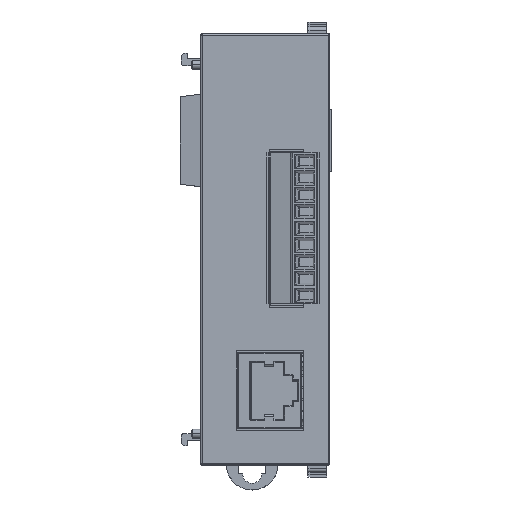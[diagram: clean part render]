
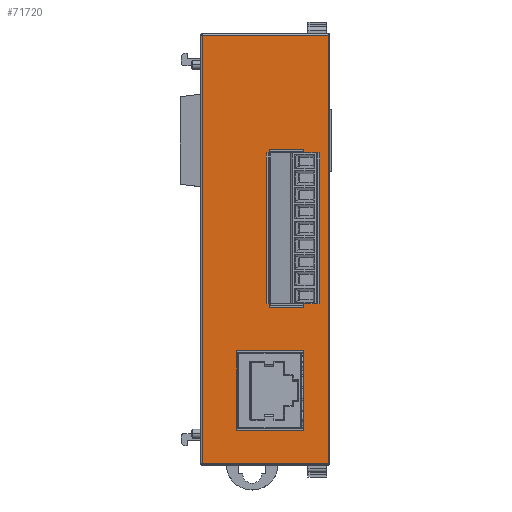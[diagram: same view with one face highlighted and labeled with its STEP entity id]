
A CAD part, top view. The second image highlights one B-rep face of the part: STEP entity #71720.
In plain terms, the highlighted planar face has unit normal (0, 0, 1).
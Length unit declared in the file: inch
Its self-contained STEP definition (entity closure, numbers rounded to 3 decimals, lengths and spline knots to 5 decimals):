
#2540 = VERTEX_POINT ( 'NONE', #30880 ) ;
#2978 = CARTESIAN_POINT ( 'NONE',  ( 0.4253, 0.91177, 2.3622 ) ) ;
#3247 = VECTOR ( 'NONE', #66711, 39.37008 ) ;
#3406 = DIRECTION ( 'NONE',  ( 1., 0., 0. ) ) ;
#3881 = VECTOR ( 'NONE', #25968, 39.37008 ) ;
#4906 = VECTOR ( 'NONE', #18582, 39.37008 ) ;
#5945 = CARTESIAN_POINT ( 'NONE',  ( 0.4253, -0.38351, 2.3622 ) ) ;
#6234 = VECTOR ( 'NONE', #24066, 39.37008 ) ;
#7482 = EDGE_CURVE ( 'NONE', #57134, #15872, #75842, .T. ) ;
#7801 = DIRECTION ( 'NONE',  ( 0., 1., 0. ) ) ;
#8157 = EDGE_CURVE ( 'NONE', #32241, #14327, #45201, .T. ) ;
#8338 = ORIENTED_EDGE ( 'NONE', *, *, #58231, .T. ) ;
#8679 = EDGE_CURVE ( 'NONE', #15872, #32104, #46426, .T. ) ;
#9820 = CARTESIAN_POINT ( 'NONE',  ( 0.28751, 0.91177, 2.3622 ) ) ;
#12475 = VERTEX_POINT ( 'NONE', #26089 ) ;
#12952 = CARTESIAN_POINT ( 'NONE',  ( 0.4253, -0.74177, 2.3622 ) ) ;
#13196 = LINE ( 'NONE', #47105, #3881 ) ;
#13820 = CARTESIAN_POINT ( 'NONE',  ( 0.49223, 1.85271, 2.3622 ) ) ;
#14075 = FACE_BOUND ( 'NONE', #63282, .T. ) ;
#14327 = VERTEX_POINT ( 'NONE', #21795 ) ;
#14471 = EDGE_LOOP ( 'NONE', ( #55126, #8338, #61756, #27559, #51772 ) ) ;
#14671 = VECTOR ( 'NONE', #76260, 39.37008 ) ;
#15872 = VERTEX_POINT ( 'NONE', #34056 ) ;
#16127 = ORIENTED_EDGE ( 'NONE', *, *, #79583, .T. ) ;
#18582 = DIRECTION ( 'NONE',  ( 1., 0., 0. ) ) ;
#18629 = VECTOR ( 'NONE', #32797, 39.37008 ) ;
#20891 = VERTEX_POINT ( 'NONE', #40752 ) ;
#21457 = LINE ( 'NONE', #43006, #83321 ) ;
#21795 = CARTESIAN_POINT ( 'NONE',  ( 0.28751, -0.38351, 2.3622 ) ) ;
#21861 = DIRECTION ( 'NONE',  ( 0., 1., 0. ) ) ;
#23767 = LINE ( 'NONE', #70508, #48447 ) ;
#24066 = DIRECTION ( 'NONE',  ( 0., -1., 0. ) ) ;
#25847 = VECTOR ( 'NONE', #47485, 39.37008 ) ;
#25968 = DIRECTION ( 'NONE',  ( -1., 0., 0. ) ) ;
#26003 = CARTESIAN_POINT ( 'NONE',  ( 0.49146, -1.66315, 2.3622 ) ) ;
#26089 = CARTESIAN_POINT ( 'NONE',  ( 0.48436, -1.66697, 2.3622 ) ) ;
#26640 = VERTEX_POINT ( 'NONE', #53367 ) ;
#26882 = CARTESIAN_POINT ( 'NONE',  ( 0.48436, -1.66697, 2.3622 ) ) ;
#27559 = ORIENTED_EDGE ( 'NONE', *, *, #45598, .F. ) ;
#30853 = VECTOR ( 'NONE', #3406, 39.37008 ) ;
#30880 = CARTESIAN_POINT ( 'NONE',  ( 0.00798, 0.91177, 2.3622 ) ) ;
#31955 = CARTESIAN_POINT ( 'NONE',  ( 0.00798, -0.38351, 2.3622 ) ) ;
#32104 = VERTEX_POINT ( 'NONE', #54841 ) ;
#32241 = VERTEX_POINT ( 'NONE', #9820 ) ;
#32797 = DIRECTION ( 'NONE',  ( -1., 0., 0. ) ) ;
#33875 = PLANE ( 'NONE',  #43258 ) ;
#34056 = CARTESIAN_POINT ( 'NONE',  ( -0.26367, -0.74177, 2.3622 ) ) ;
#35120 = VECTOR ( 'NONE', #86031, 39.37008 ) ;
#35620 = B_SPLINE_CURVE_WITH_KNOTS ( 'NONE', 3,
 ( #26882, #39653, #74510, #26003, #53780, #61255 ),
 .UNSPECIFIED., .F., .F.,
 ( 4, 2, 4 ),
 ( 0., 0.5, 1. ),
 .UNSPECIFIED. ) ;
#37554 = EDGE_CURVE ( 'NONE', #12475, #63219, #35620, .T. ) ;
#38542 = LINE ( 'NONE', #5945, #18629 ) ;
#39653 = CARTESIAN_POINT ( 'NONE',  ( 0.48651, -1.66697, 2.3622 ) ) ;
#40752 = CARTESIAN_POINT ( 'NONE',  ( -0.54714, -1.66697, 2.3622 ) ) ;
#40925 = FACE_BOUND ( 'NONE', #48107, .T. ) ;
#43006 = CARTESIAN_POINT ( 'NONE',  ( 0.00798, -1.67878, 2.3622 ) ) ;
#43258 = AXIS2_PLACEMENT_3D ( 'NONE', #67840, #75347, #62086 ) ;
#45112 = VERTEX_POINT ( 'NONE', #79970 ) ;
#45201 = LINE ( 'NONE', #71250, #6234 ) ;
#45598 = EDGE_CURVE ( 'NONE', #20891, #26640, #23767, .T. ) ;
#46426 = LINE ( 'NONE', #12952, #3247 ) ;
#46489 = EDGE_CURVE ( 'NONE', #20891, #12475, #52084, .T. ) ;
#46579 = LINE ( 'NONE', #62408, #69787 ) ;
#47105 = CARTESIAN_POINT ( 'NONE',  ( 0.4253, 1.85271, 2.3622 ) ) ;
#47485 = DIRECTION ( 'NONE',  ( 0., -1., 0. ) ) ;
#48107 = EDGE_LOOP ( 'NONE', ( #79061, #78568, #56425, #86653 ) ) ;
#48447 = VECTOR ( 'NONE', #57277, 39.37008 ) ;
#51772 = ORIENTED_EDGE ( 'NONE', *, *, #46489, .T. ) ;
#52084 = LINE ( 'NONE', #79001, #4906 ) ;
#52490 = CARTESIAN_POINT ( 'NONE',  ( 0.4253, -1.39532, 2.3622 ) ) ;
#53367 = CARTESIAN_POINT ( 'NONE',  ( -0.54714, 1.85271, 2.3622 ) ) ;
#53498 = CARTESIAN_POINT ( 'NONE',  ( 0.49223, -1.6591, 2.3622 ) ) ;
#53780 = CARTESIAN_POINT ( 'NONE',  ( 0.49223, -1.6613, 2.3622 ) ) ;
#54841 = CARTESIAN_POINT ( 'NONE',  ( 0.28751, -0.74177, 2.3622 ) ) ;
#55126 = ORIENTED_EDGE ( 'NONE', *, *, #37554, .T. ) ;
#56425 = ORIENTED_EDGE ( 'NONE', *, *, #62464, .T. ) ;
#57134 = VERTEX_POINT ( 'NONE', #69897 ) ;
#57260 = CARTESIAN_POINT ( 'NONE',  ( -0.26367, -1.67878, 2.3622 ) ) ;
#57277 = DIRECTION ( 'NONE',  ( 0., 1., 0. ) ) ;
#58231 = EDGE_CURVE ( 'NONE', #63219, #59297, #46579, .T. ) ;
#59297 = VERTEX_POINT ( 'NONE', #13820 ) ;
#60869 = ORIENTED_EDGE ( 'NONE', *, *, #7482, .T. ) ;
#61255 = CARTESIAN_POINT ( 'NONE',  ( 0.49223, -1.6591, 2.3622 ) ) ;
#61756 = ORIENTED_EDGE ( 'NONE', *, *, #71565, .T. ) ;
#62086 = DIRECTION ( 'NONE',  ( 1., 0., 0. ) ) ;
#62408 = CARTESIAN_POINT ( 'NONE',  ( 0.49223, -1.67878, 2.3622 ) ) ;
#62464 = EDGE_CURVE ( 'NONE', #2540, #32241, #70436, .T. ) ;
#63219 = VERTEX_POINT ( 'NONE', #53498 ) ;
#63282 = EDGE_LOOP ( 'NONE', ( #71742, #60869, #77222, #16127 ) ) ;
#66446 = EDGE_CURVE ( 'NONE', #14327, #67597, #38542, .T. ) ;
#66711 = DIRECTION ( 'NONE',  ( 1., 0., 0. ) ) ;
#67597 = VERTEX_POINT ( 'NONE', #31955 ) ;
#67840 = CARTESIAN_POINT ( 'NONE',  ( 0.4253, -1.67878, 2.3622 ) ) ;
#69787 = VECTOR ( 'NONE', #21861, 39.37008 ) ;
#69897 = CARTESIAN_POINT ( 'NONE',  ( -0.26367, -1.39532, 2.3622 ) ) ;
#70436 = LINE ( 'NONE', #2978, #30853 ) ;
#70508 = CARTESIAN_POINT ( 'NONE',  ( -0.54714, -6.29784, 2.3622 ) ) ;
#71250 = CARTESIAN_POINT ( 'NONE',  ( 0.28751, -1.67878, 2.3622 ) ) ;
#71565 = EDGE_CURVE ( 'NONE', #59297, #26640, #13196, .T. ) ;
#71720 = ADVANCED_FACE ( 'NONE', ( #81968, #14075, #40925 ), #33875, .T. ) ;
#71742 = ORIENTED_EDGE ( 'NONE', *, *, #83704, .T. ) ;
#73238 = LINE ( 'NONE', #52490, #35120 ) ;
#74510 = CARTESIAN_POINT ( 'NONE',  ( 0.48839, -1.66618, 2.3622 ) ) ;
#75347 = DIRECTION ( 'NONE',  ( 0., 0., 1. ) ) ;
#75842 = LINE ( 'NONE', #57260, #14671 ) ;
#76260 = DIRECTION ( 'NONE',  ( 0., 1., 0. ) ) ;
#77222 = ORIENTED_EDGE ( 'NONE', *, *, #8679, .T. ) ;
#78454 = EDGE_CURVE ( 'NONE', #67597, #2540, #21457, .T. ) ;
#78568 = ORIENTED_EDGE ( 'NONE', *, *, #78454, .T. ) ;
#79001 = CARTESIAN_POINT ( 'NONE',  ( 0.4253, -1.66697, 2.3622 ) ) ;
#79061 = ORIENTED_EDGE ( 'NONE', *, *, #66446, .T. ) ;
#79583 = EDGE_CURVE ( 'NONE', #32104, #45112, #80160, .T. ) ;
#79970 = CARTESIAN_POINT ( 'NONE',  ( 0.28751, -1.39532, 2.3622 ) ) ;
#80160 = LINE ( 'NONE', #81029, #25847 ) ;
#81029 = CARTESIAN_POINT ( 'NONE',  ( 0.28751, -1.67878, 2.3622 ) ) ;
#81968 = FACE_OUTER_BOUND ( 'NONE', #14471, .T. ) ;
#83321 = VECTOR ( 'NONE', #7801, 39.37008 ) ;
#83704 = EDGE_CURVE ( 'NONE', #45112, #57134, #73238, .T. ) ;
#86031 = DIRECTION ( 'NONE',  ( -1., 0., 0. ) ) ;
#86653 = ORIENTED_EDGE ( 'NONE', *, *, #8157, .T. ) ;
